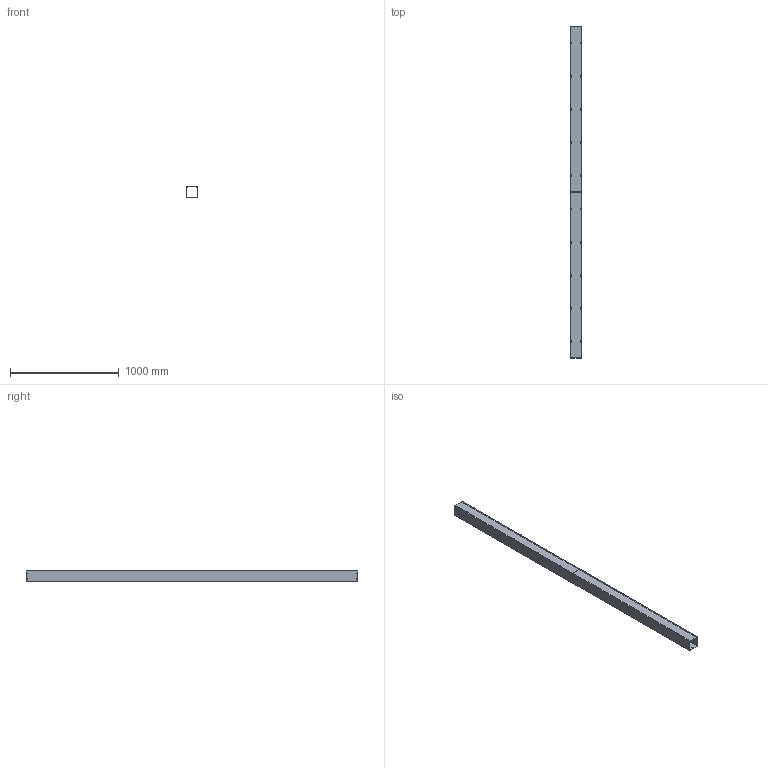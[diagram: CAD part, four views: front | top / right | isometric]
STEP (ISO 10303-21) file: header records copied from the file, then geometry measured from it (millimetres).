
FILE_DESCRIPTION (( 'STEP AP203' ), '1' );
FILE_NAME ('CWSC4120NK.step', '2024-04-25T14:14:13', ( '' ), ( '' ), 'SwSTEP 2.0', 'SolidWorks 2023', '' );
FILE_SCHEMA (( 'CONFIG_CONTROL_DESIGN' ));
Length unit declared in the file: inch
Products named in the file (1): CWSC4120NK
Bounding box: 104.5 x 3048 x 108.94 mm (x, y, z)
Volume: 1902386.7 mm3; surface area: 2645763.4 mm2
Topology: 23 solids, 23 shells, 682 faces, 1728 edges, 1112 vertices
Faces by surface type: plane 334, cylinder 228, bspline 80, cone 40
Entity records: 24483 total; most frequent: CARTESIAN_POINT 8043, ORIENTED_EDGE 3456, DIRECTION 3350, EDGE_CURVE 1728, AXIS2_PLACEMENT_3D 1219, VERTEX_POINT 1112, VECTOR 912, LINE 912
